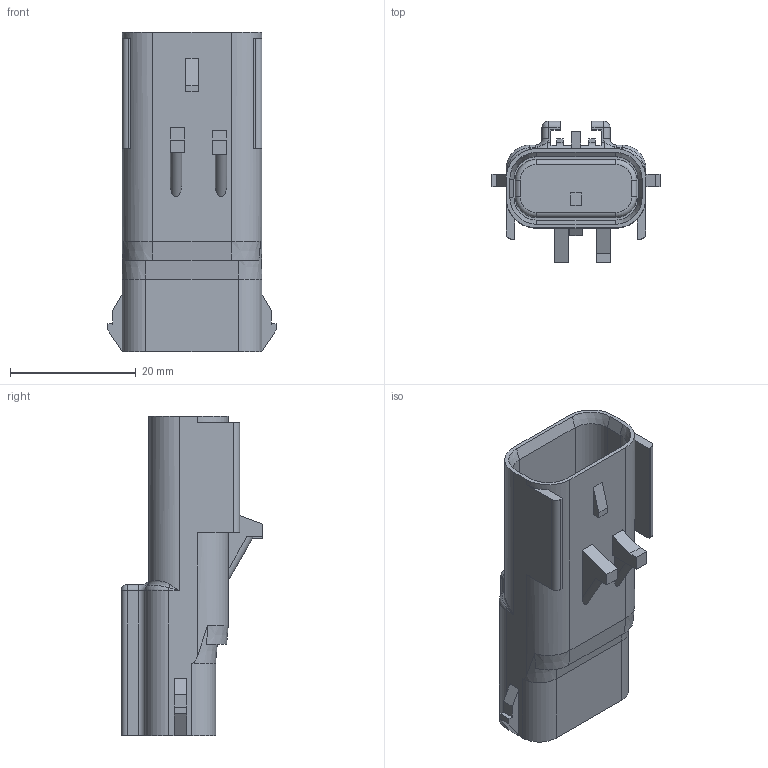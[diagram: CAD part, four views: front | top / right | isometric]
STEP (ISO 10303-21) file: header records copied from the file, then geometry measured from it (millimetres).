
FILE_DESCRIPTION(/* description */ (''),/* implementation_level */ '2;1');
FILE_NAME(/* name */ '33500093-ENV10_01-CONN.stp',/* time_stamp */ '2023-06-16T15:44:10+08:00',/* author */ (''),/* organization */ (''),/* preprocessor_version */ 'ST-DEVELOPER v16',/* originating_system */ 'SIEMENS PLM Software NX 11.0',/* authorisation */ '');
FILE_SCHEMA (('AUTOMOTIVE_DESIGN { 1 0 10303 214 3 1 1 1 }'));
Length unit declared in the file: millimetre
Products named in the file (1): 33500093-ENV10_01-CONN
Bounding box: 26.7 x 22.51 x 50.7 mm (x, y, z)
Volume: 9814.9 mm3; surface area: 7492.7 mm2
Topology: 1 solids, 1 shells, 185 faces, 476 edges, 299 vertices
Faces by surface type: plane 115, cylinder 40, bspline 10, cone 8, torus 8, sphere 2, extrusion 2
Entity records: 6153 total; most frequent: CARTESIAN_POINT 1685, ORIENTED_EDGE 952, DIRECTION 891, EDGE_CURVE 476, VECTOR 331, LINE 329, VERTEX_POINT 299, AXIS2_PLACEMENT_3D 280
